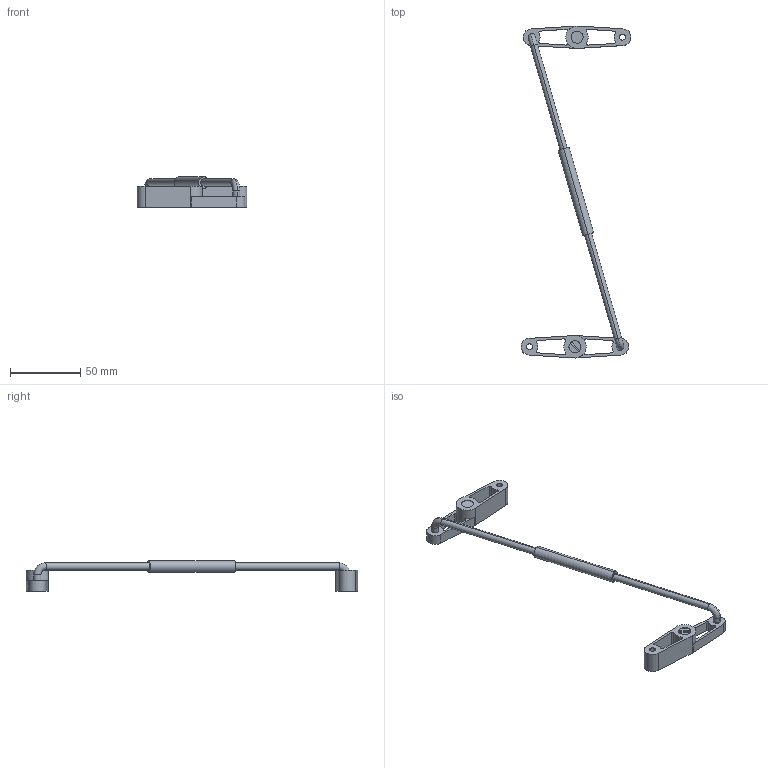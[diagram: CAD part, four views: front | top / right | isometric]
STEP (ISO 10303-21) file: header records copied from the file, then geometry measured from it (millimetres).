
FILE_DESCRIPTION((''),'2;1');
FILE_NAME('3d_11G3564.stp','2012-10-03T13:25:51',(''),(''),'Mechanical Desktop 2011','Mechanical Desktop 2011',', , ');
FILE_SCHEMA(('CONFIG_CONTROL_DESIGN'));
Length unit declared in the file: millimetre
Products named in the file (1): Product
Bounding box: 78.22 x 236.51 x 21.73 mm (x, y, z)
Volume: 22080.7 mm3; surface area: 14517.6 mm2
Topology: 3 solids, 3 shells, 86 faces, 239 edges, 161 vertices
Faces by surface type: cylinder 50, plane 32, torus 4
Entity records: 2948 total; most frequent: DIRECTION 542, CARTESIAN_POINT 485, ORIENTED_EDGE 474, EDGE_CURVE 237, AXIS2_PLACEMENT_3D 216, VERTEX_POINT 159, CIRCLE 127, VECTOR 110
